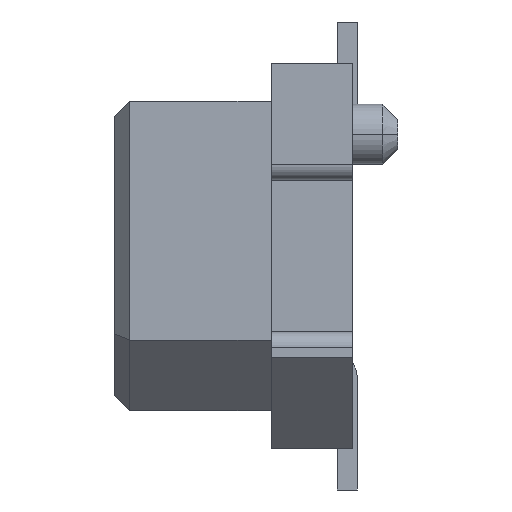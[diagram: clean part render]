
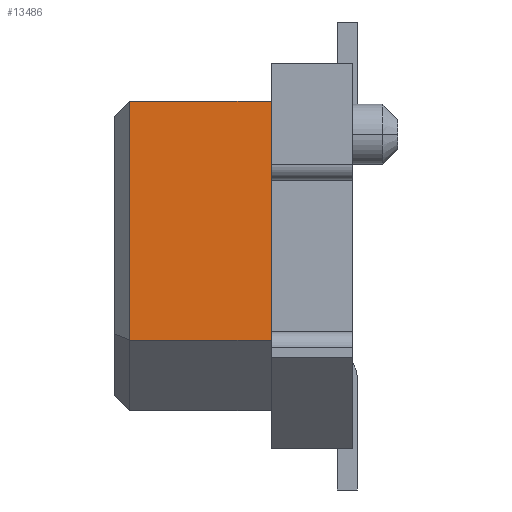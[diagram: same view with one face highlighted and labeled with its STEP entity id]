
A CAD part, left-side view. The second image highlights one B-rep face of the part: STEP entity #13486.
In plain terms, the highlighted planar face has unit normal (-1, 0, 0).
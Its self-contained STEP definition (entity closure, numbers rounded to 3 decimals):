
#781=DIRECTION('',(0.,0.,1.));
#782=VECTOR('',#781,2.36);
#783=CARTESIAN_POINT('',(-4.65,2.2,-0.83));
#784=LINE('',#783,#782);
#785=DIRECTION('',(0.,0.,-1.));
#786=VECTOR('',#785,2.36);
#787=CARTESIAN_POINT('',(-4.65,0.8,1.53));
#788=LINE('',#787,#786);
#789=DIRECTION('',(0.,1.,0.));
#790=VECTOR('',#789,1.4);
#791=CARTESIAN_POINT('',(-4.65,0.8,-0.83));
#792=LINE('',#791,#790);
#805=DIRECTION('',(0.,1.,0.));
#806=VECTOR('',#805,1.4);
#807=CARTESIAN_POINT('',(-4.65,0.8,1.53));
#808=LINE('',#807,#806);
#10028=CARTESIAN_POINT('',(-4.65,0.8,1.53));
#10030=VERTEX_POINT('',#10028);
#10037=CARTESIAN_POINT('',(-4.65,0.8,-0.83));
#10038=VERTEX_POINT('',#10037);
#10463=CARTESIAN_POINT('',(-4.65,2.2,1.53));
#10464=VERTEX_POINT('',#10463);
#10465=CARTESIAN_POINT('',(-4.65,2.2,-0.83));
#10466=VERTEX_POINT('',#10465);
#13474=CARTESIAN_POINT('',(-4.65,1.5,0.35));
#13475=DIRECTION('',(1.,0.,0.));
#13476=DIRECTION('',(0.,0.,-1.));
#13477=AXIS2_PLACEMENT_3D('',#13474,#13475,#13476);
#13478=PLANE('',#13477);
#13479=ORIENTED_EDGE('',*,*,#13357,.T.);
#13481=ORIENTED_EDGE('',*,*,#13480,.F.);
#13482=ORIENTED_EDGE('',*,*,#12156,.T.);
#13483=ORIENTED_EDGE('',*,*,#13466,.T.);
#13484=EDGE_LOOP('',(#13479,#13481,#13482,#13483));
#13485=FACE_OUTER_BOUND('',#13484,.F.);
#13486=ADVANCED_FACE('',(#13485),#13478,.F.);
#12156=EDGE_CURVE('',#10030,#10038,#788,.T.);
#13357=EDGE_CURVE('',#10466,#10464,#784,.T.);
#13466=EDGE_CURVE('',#10038,#10466,#792,.T.);
#13480=EDGE_CURVE('',#10030,#10464,#808,.T.);
